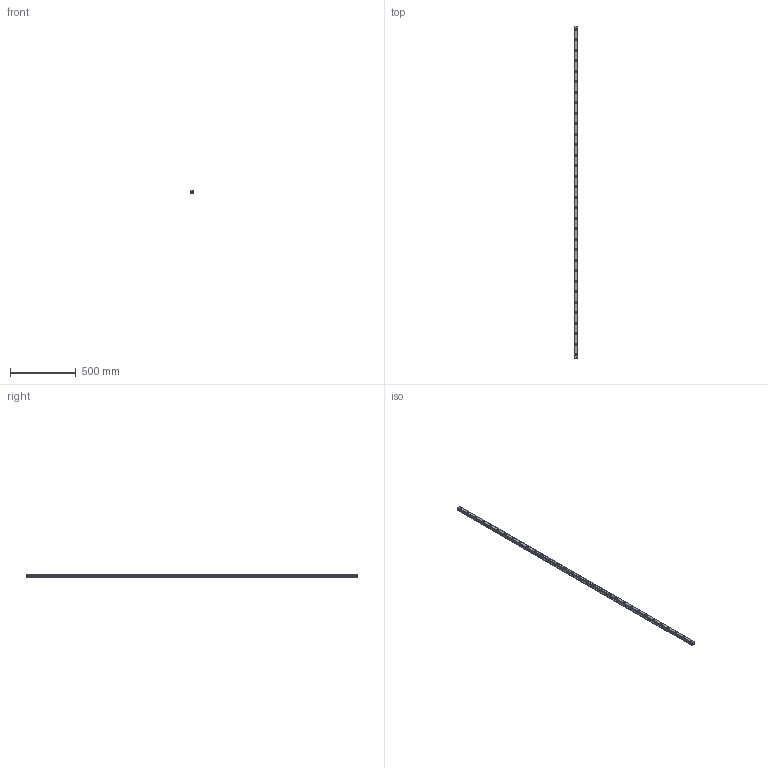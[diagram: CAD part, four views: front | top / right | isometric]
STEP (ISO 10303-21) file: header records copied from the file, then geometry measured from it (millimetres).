
FILE_DESCRIPTION(('STEP AP214'),'1');
FILE_NAME('cctmp_5BE4AFEA-3E36-4C77-8185-3C6183FE2E71_2020_6_29_12_44_22_311..stp','2020-06-29T10:44:22',('HIWIN GmbH'),('CADClick - www.CADClick.com'),'Spatial InterOp 3D',' ','unknown authorization');
FILE_SCHEMA(('AUTOMOTIVE_DESIGN'));
Length unit declared in the file: millimetre
Products named in the file (1): HGR30R2530H_FILE
Bounding box: 28 x 2530 x 26 mm (x, y, z)
Volume: 1471052.1 mm3; surface area: 314062.5 mm2
Topology: 1 solids, 1 shells, 403 faces, 903 edges, 602 vertices
Faces by surface type: cylinder 214, plane 189
Entity records: 14633 total; most frequent: DIRECTION 2139, CARTESIAN_POINT 1909, ORIENTED_EDGE 1806, EDGE_CURVE 903, AXIS2_PLACEMENT_3D 832, VERTEX_POINT 602, EDGE_LOOP 503, LINE 475
